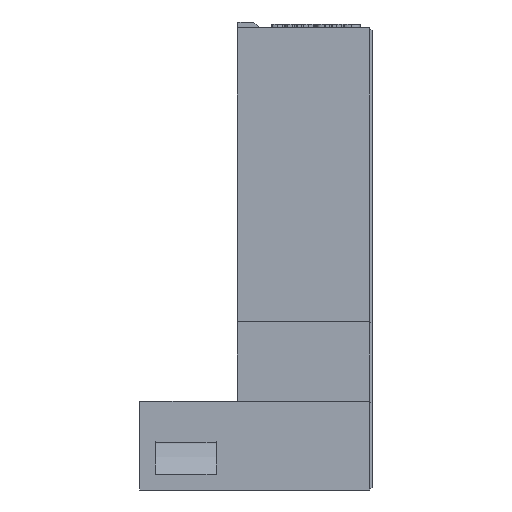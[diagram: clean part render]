
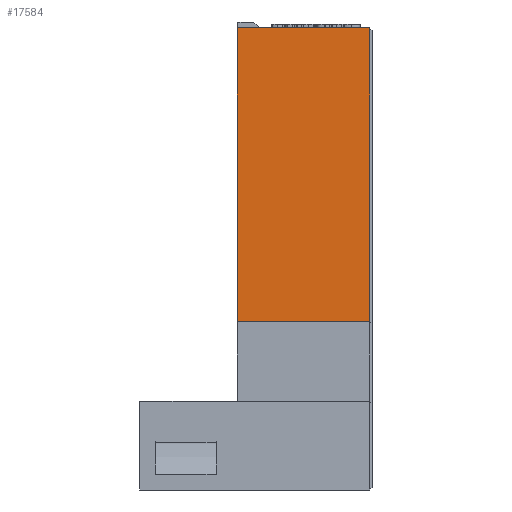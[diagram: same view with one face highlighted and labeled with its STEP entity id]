
A CAD part, front view. The second image highlights one B-rep face of the part: STEP entity #17584.
In plain terms, the highlighted planar face has unit normal (0, -1, 0).
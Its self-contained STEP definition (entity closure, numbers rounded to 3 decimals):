
#1300=FACE_OUTER_BOUND('',#2290,.T.);
#2290=EDGE_LOOP('',(#11813,#11814,#11815,#11816));
#3427=LINE('',#22624,#5341);
#3471=LINE('',#22714,#5385);
#3473=LINE('',#22718,#5387);
#3474=LINE('',#22719,#5388);
#5341=VECTOR('',#19368,10.);
#5385=VECTOR('',#19430,10.);
#5387=VECTOR('',#19434,10.);
#5388=VECTOR('',#19435,10.);
#7228=VERTEX_POINT('',#22619);
#7229=VERTEX_POINT('',#22623);
#7266=VERTEX_POINT('',#22713);
#7267=VERTEX_POINT('',#22717);
#9028=EDGE_CURVE('',#7228,#7229,#3427,.T.);
#9073=EDGE_CURVE('',#7229,#7266,#3471,.T.);
#9075=EDGE_CURVE('',#7228,#7267,#3473,.T.);
#9076=EDGE_CURVE('',#7266,#7267,#3474,.T.);
#11813=ORIENTED_EDGE('',*,*,#9028,.F.);
#11814=ORIENTED_EDGE('',*,*,#9075,.T.);
#11815=ORIENTED_EDGE('',*,*,#9076,.F.);
#11816=ORIENTED_EDGE('',*,*,#9073,.F.);
#16980=PLANE('',#18590);
#17584=ADVANCED_FACE('',(#1300),#16980,.T.);
#18590=AXIS2_PLACEMENT_3D('',#22716,#19432,#19433);
#19368=DIRECTION('',(0.,0.,-1.));
#19430=DIRECTION('',(-1.,0.,0.));
#19432=DIRECTION('center_axis',(0.,-1.,0.));
#19433=DIRECTION('ref_axis',(0.,0.,
1.));
#19434=DIRECTION('',(-1.,0.,0.));
#19435=DIRECTION('',(0.,0.,1.));
#22619=CARTESIAN_POINT('',(31.65,-50.,61.5));
#22623=CARTESIAN_POINT('',(31.65,-50.,21.));
#22624=CARTESIAN_POINT('',(31.65,-50.,29.947));
#22713=CARTESIAN_POINT('',(13.4,-50.,21.));
#22714=CARTESIAN_POINT('',(32.,-50.,21.));
#22716=CARTESIAN_POINT('Origin',(32.,-50.,21.));
#22717=CARTESIAN_POINT('',(13.4,-50.,61.5));
#22718=CARTESIAN_POINT('',(32.,-50.,61.5));
#22719=CARTESIAN_POINT('',(13.4,-50.,61.5));
